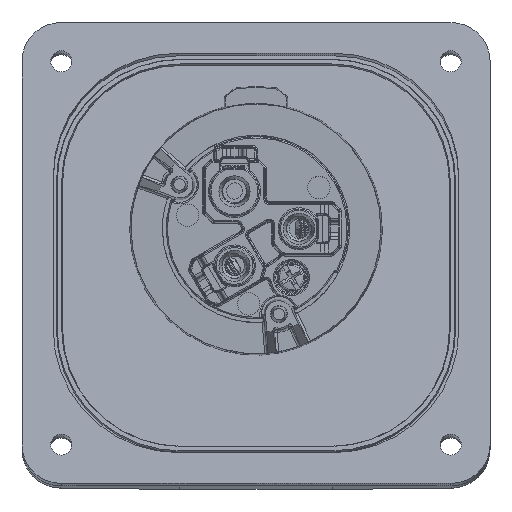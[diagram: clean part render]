
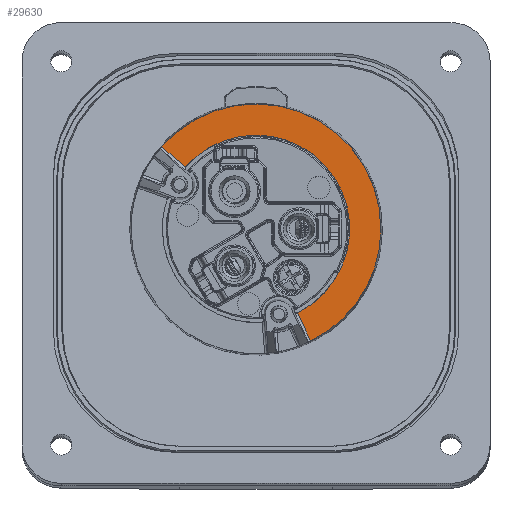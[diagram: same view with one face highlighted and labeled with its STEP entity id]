
A CAD part, top view. The second image highlights one B-rep face of the part: STEP entity #29630.
In plain terms, the highlighted planar face has unit normal (0, 0, 1).
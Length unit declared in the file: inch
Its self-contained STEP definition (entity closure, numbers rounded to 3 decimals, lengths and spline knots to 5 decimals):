
#1667 = CARTESIAN_POINT ( 'NONE',  ( 0., 0., -0.109 ) ) ;
#4528 = CARTESIAN_POINT ( 'NONE',  ( 0., 0., -0.109 ) ) ;
#6868 = DIRECTION ( 'NONE',  ( 0., 0., 1. ) ) ;
#8427 = CARTESIAN_POINT ( 'NONE',  ( 0.56569, -0.56569, -0.109 ) ) ;
#9252 = EDGE_CURVE ( 'NONE', #100843, #133374, #67492, .T. ) ;
#9975 = VERTEX_POINT ( 'NONE', #32448 ) ;
#12647 = VERTEX_POINT ( 'NONE', #174215 ) ;
#13577 = VERTEX_POINT ( 'NONE', #124080 ) ;
#15186 = ORIENTED_EDGE ( 'NONE', *, *, #54466, .T. ) ;
#17019 = CARTESIAN_POINT ( 'NONE',  ( -0.56413, 0.49538, -0.109 ) ) ;
#19719 = CARTESIAN_POINT ( 'NONE',  ( -0.56383, 0.49576, -0.109 ) ) ;
#23002 = DIRECTION ( 'NONE',  ( 0., 0., 1. ) ) ;
#29630 = ADVANCED_FACE ( 'NONE', ( #36083 ), #147272, .F. ) ;
#30477 = CARTESIAN_POINT ( 'NONE',  ( 0.33337, -0.67271, -0.109 ) ) ;
#32448 = CARTESIAN_POINT ( 'NONE',  ( 0.43833, -0.89956, -0.109 ) ) ;
#32737 = CARTESIAN_POINT ( 'NONE',  ( -0.5635, 0.49613, -0.109 ) ) ;
#36083 = FACE_OUTER_BOUND ( 'NONE', #59965, .T. ) ;
#36578 = B_SPLINE_CURVE_WITH_KNOTS ( 'NONE', 3,
 ( #172325, #17019, #19719, #46470 ),
 .UNSPECIFIED., .F., .F.,
 ( 4, 4 ),
 ( 0., 0.00004 ),
 .UNSPECIFIED. ) ;
#37165 = DIRECTION ( 'NONE',  ( -1., 0., 0. ) ) ;
#39968 = CARTESIAN_POINT ( 'NONE',  ( 0.01291, 0.00606, -0.109 ) ) ;
#40313 = CARTESIAN_POINT ( 'NONE',  ( 0.33205, -0.67331, -0.109 ) ) ;
#44114 = CIRCLE ( 'NONE', #129198, 0.05421 ) ;
#45643 = AXIS2_PLACEMENT_3D ( 'NONE', #4528, #116608, #172698 ) ;
#46470 = CARTESIAN_POINT ( 'NONE',  ( -0.5635, 0.49613, -0.109 ) ) ;
#46614 = EDGE_CURVE ( 'NONE', #9975, #165487, #78024, .T. ) ;
#49904 = DIRECTION ( 'NONE',  ( -1., 0., 0. ) ) ;
#51163 = EDGE_CURVE ( 'NONE', #77398, #12647, #44114, .T. ) ;
#54414 = CARTESIAN_POINT ( 'NONE',  ( 0.0092, 0.0109, -0.109 ) ) ;
#54466 = EDGE_CURVE ( 'NONE', #13577, #75481, #167413, .T. ) ;
#54545 = AXIS2_PLACEMENT_3D ( 'NONE', #75773, #163054, #37165 ) ;
#55391 = VERTEX_POINT ( 'NONE', #32737 ) ;
#58229 = ORIENTED_EDGE ( 'NONE', *, *, #46614, .T. ) ;
#59965 = EDGE_LOOP ( 'NONE', ( #58229, #66697, #15186, #94047, #103003, #130868, #76150, #128148, #70885 ) ) ;
#66697 = ORIENTED_EDGE ( 'NONE', *, *, #81032, .T. ) ;
#67492 = B_SPLINE_CURVE_WITH_KNOTS ( 'NONE', 3,
 ( #81582, #122098, #110105, #40313 ),
 .UNSPECIFIED., .F., .F.,
 ( 4, 4 ),
 ( 0., 0.00004 ),
 .UNSPECIFIED. ) ;
#70885 = ORIENTED_EDGE ( 'NONE', *, *, #162154, .T. ) ;
#75481 = VERTEX_POINT ( 'NONE', #92532 ) ;
#75773 = CARTESIAN_POINT ( 'NONE',  ( 0., 0., -0.109 ) ) ;
#76150 = ORIENTED_EDGE ( 'NONE', *, *, #90737, .T. ) ;
#77398 = VERTEX_POINT ( 'NONE', #169804 ) ;
#78024 = CIRCLE ( 'NONE', #95583, 1.00067 ) ;
#80341 = DIRECTION ( 'NONE',  ( 0.425, -0.905, 0. ) ) ;
#81032 = EDGE_CURVE ( 'NONE', #165487, #13577, #125818, .T. ) ;
#81582 = CARTESIAN_POINT ( 'NONE',  ( 0.33337, -0.67271, -0.109 ) ) ;
#83710 = DIRECTION ( 'NONE',  ( 0.764, -0.645, 0. ) ) ;
#90140 = CARTESIAN_POINT ( 'NONE',  ( 0., 0., -0.109 ) ) ;
#90737 = EDGE_CURVE ( 'NONE', #12647, #100843, #119061, .T. ) ;
#91676 = EDGE_CURVE ( 'NONE', #55391, #77398, #177543, .T. ) ;
#92532 = CARTESIAN_POINT ( 'NONE',  ( -0.56443, 0.495, -0.109 ) ) ;
#94047 = ORIENTED_EDGE ( 'NONE', *, *, #159091, .T. ) ;
#95060 = AXIS2_PLACEMENT_3D ( 'NONE', #137072, #119683, #49904 ) ;
#95583 = AXIS2_PLACEMENT_3D ( 'NONE', #90140, #23002, #103924 ) ;
#96346 = VECTOR ( 'NONE', #83710, 39.37008 ) ;
#100843 = VERTEX_POINT ( 'NONE', #30477 ) ;
#103003 = ORIENTED_EDGE ( 'NONE', *, *, #91676, .T. ) ;
#103924 = DIRECTION ( 'NONE',  ( -1., 0., 0. ) ) ;
#105843 = DIRECTION ( 'NONE',  ( -1., 0., 0. ) ) ;
#110105 = CARTESIAN_POINT ( 'NONE',  ( 0.3325, -0.67313, -0.109 ) ) ;
#116608 = DIRECTION ( 'NONE',  ( 0., 0., -1. ) ) ;
#118981 = DIRECTION ( 'NONE',  ( -1., 0., 0. ) ) ;
#119054 = CARTESIAN_POINT ( 'NONE',  ( 1.00067, 0., -0.109 ) ) ;
#119061 = CIRCLE ( 'NONE', #54545, 0.75079 ) ;
#119683 = DIRECTION ( 'NONE',  ( 0., 0., -1. ) ) ;
#122098 = CARTESIAN_POINT ( 'NONE',  ( 0.33294, -0.67293, -0.109 ) ) ;
#124080 = CARTESIAN_POINT ( 'NONE',  ( -0.75546, 0.65621, -0.109 ) ) ;
#125818 = CIRCLE ( 'NONE', #158089, 1.00067 ) ;
#128148 = ORIENTED_EDGE ( 'NONE', *, *, #9252, .T. ) ;
#129198 = AXIS2_PLACEMENT_3D ( 'NONE', #8427, #130929, #105843 ) ;
#130868 = ORIENTED_EDGE ( 'NONE', *, *, #51163, .T. ) ;
#130929 = DIRECTION ( 'NONE',  ( 0., 0., 1. ) ) ;
#133374 = VERTEX_POINT ( 'NONE', #170618 ) ;
#137072 = CARTESIAN_POINT ( 'NONE',  ( 0., 0., -0.109 ) ) ;
#147272 = PLANE ( 'NONE',  #95060 ) ;
#158089 = AXIS2_PLACEMENT_3D ( 'NONE', #1667, #6868, #118981 ) ;
#159091 = EDGE_CURVE ( 'NONE', #75481, #55391, #36578, .T. ) ;
#162154 = EDGE_CURVE ( 'NONE', #133374, #9975, #179603, .T. ) ;
#163054 = DIRECTION ( 'NONE',  ( 0., 0., -1. ) ) ;
#165487 = VERTEX_POINT ( 'NONE', #119054 ) ;
#166276 = VECTOR ( 'NONE', #80341, 39.37008 ) ;
#167413 = LINE ( 'NONE', #54414, #96346 ) ;
#169804 = CARTESIAN_POINT ( 'NONE',  ( 0.54623, -0.51508, -0.109 ) ) ;
#170618 = CARTESIAN_POINT ( 'NONE',  ( 0.33205, -0.67331, -0.109 ) ) ;
#172325 = CARTESIAN_POINT ( 'NONE',  ( -0.56443, 0.495, -0.109 ) ) ;
#172698 = DIRECTION ( 'NONE',  ( -1., 0., 0. ) ) ;
#174215 = CARTESIAN_POINT ( 'NONE',  ( 0.51508, -0.54623, -0.109 ) ) ;
#177543 = CIRCLE ( 'NONE', #45643, 0.75079 ) ;
#179603 = LINE ( 'NONE', #39968, #166276 ) ;
